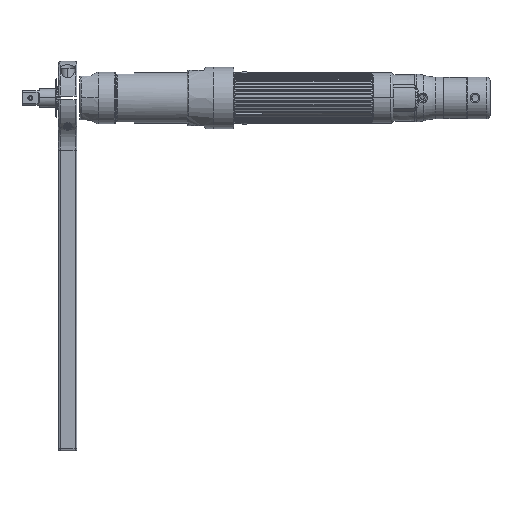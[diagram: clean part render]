
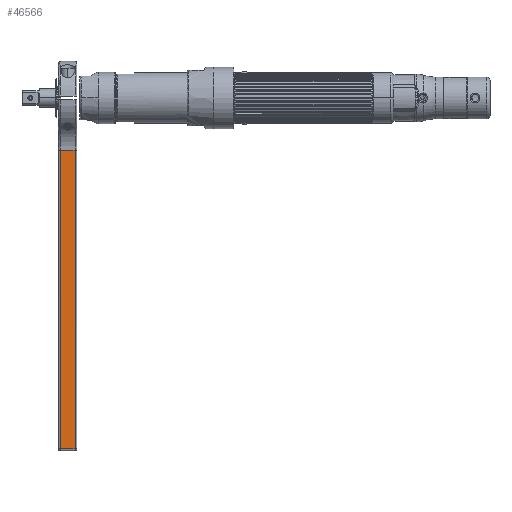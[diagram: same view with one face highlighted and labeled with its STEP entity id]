
A CAD part, top view. The second image highlights one B-rep face of the part: STEP entity #46566.
In plain terms, the highlighted planar face has unit normal (0, 0, 1).
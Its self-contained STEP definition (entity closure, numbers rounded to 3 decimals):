
#43671=DIRECTION('',(-1.,0.,0.));
#43672=VECTOR('',#43671,0.505);
#43673=CARTESIAN_POINT('',(-10.161,-1.781,0.375));
#43674=LINE('',#43673,#43672);
#44216=DIRECTION('',(0.,1.,0.));
#44217=VECTOR('',#44216,10.159);
#44218=CARTESIAN_POINT('',(-10.666,-11.94,0.375));
#44219=LINE('',#44218,#44217);
#44332=DIRECTION('',(0.,-1.,0.));
#44333=VECTOR('',#44332,10.159);
#44334=CARTESIAN_POINT('',(-10.161,-1.781,0.375));
#44335=LINE('',#44334,#44333);
#44428=DIRECTION('',(1.,0.,0.));
#44429=VECTOR('',#44428,0.505);
#44430=CARTESIAN_POINT('',(-10.666,-11.94,0.375));
#44431=LINE('',#44430,#44429);
#45593=CARTESIAN_POINT('',(-10.666,-11.94,0.375));
#45594=CARTESIAN_POINT('',(-10.666,-1.781,0.375));
#45595=VERTEX_POINT('',#45593);
#45596=VERTEX_POINT('',#45594);
#45636=CARTESIAN_POINT('',(-10.161,-1.781,0.375));
#45637=CARTESIAN_POINT('',(-10.161,-11.94,0.375));
#45638=VERTEX_POINT('',#45636);
#45639=VERTEX_POINT('',#45637);
#46551=CARTESIAN_POINT('',(-10.101,-12.,0.375));
#46552=DIRECTION('',(0.,0.,1.));
#46553=DIRECTION('',(0.,1.,0.));
#46554=AXIS2_PLACEMENT_3D('',#46551,#46552,#46553);
#46555=PLANE('',#46554);
#46557=ORIENTED_EDGE('',*,*,#46556,.T.);
#46559=ORIENTED_EDGE('',*,*,#46558,.F.);
#46561=ORIENTED_EDGE('',*,*,#46560,.T.);
#46563=ORIENTED_EDGE('',*,*,#46562,.F.);
#46564=EDGE_LOOP('',(#46557,#46559,#46561,#46563));
#46565=FACE_OUTER_BOUND('',#46564,.F.);
#46566=ADVANCED_FACE('',(#46565),#46555,.T.);
#46556=EDGE_CURVE('',#45595,#45596,#44219,.T.);
#46558=EDGE_CURVE('',#45638,#45596,#43674,.T.);
#46560=EDGE_CURVE('',#45638,#45639,#44335,.T.);
#46562=EDGE_CURVE('',#45595,#45639,#44431,.T.);
